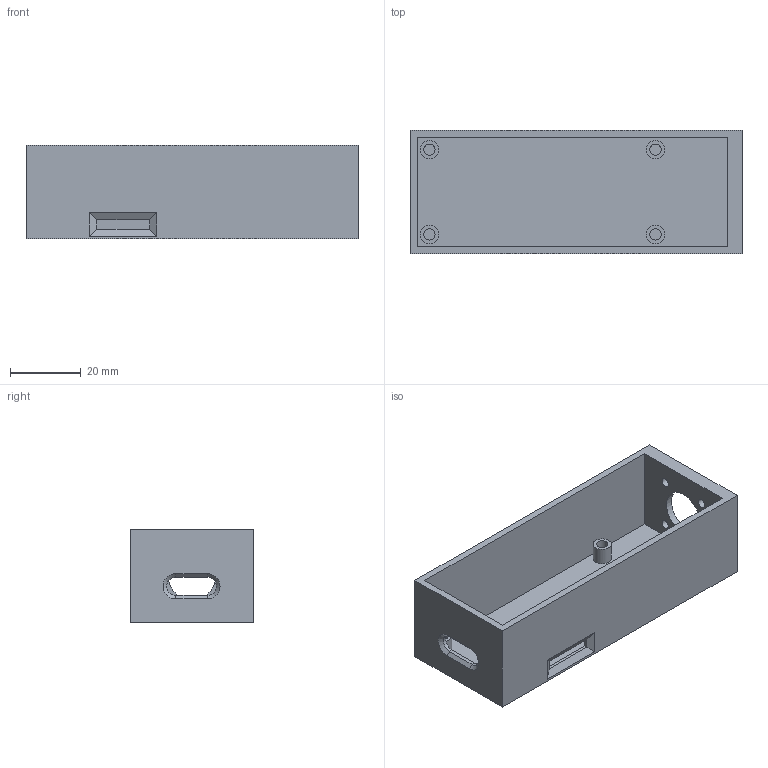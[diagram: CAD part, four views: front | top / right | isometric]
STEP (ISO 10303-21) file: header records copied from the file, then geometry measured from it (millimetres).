
FILE_DESCRIPTION(('FreeCAD Model'),'2;1');
FILE_NAME('Open CASCADE Shape Model','2026-03-21T20:15:18',(''),(''), 'Open CASCADE STEP processor 7.8','FreeCAD','Unknown');
FILE_SCHEMA(('AUTOMOTIVE_DESIGN { 1 0 10303 214 1 1 1 1 }'));
Length unit declared in the file: millimetre
Products named in the file (1): Shell
Bounding box: 94 x 35 x 26.4 mm (x, y, z)
Volume: 19105.4 mm3; surface area: 19593.6 mm2
Topology: 1 solids, 1 shells, 53 faces, 115 edges, 74 vertices
Faces by surface type: plane 36, cylinder 15, cone 2
Full cylindrical faces by diameter (mm): 2.5 x4, 3.2 x4, 5.2 x4, 13.5 x1
Entity records: 1487 total; most frequent: DIRECTION 255, CARTESIAN_POINT 243, ORIENTED_EDGE 230, EDGE_CURVE 115, AXIS2_PLACEMENT_3D 86, LINE 83, VECTOR 83, FACE_BOUND 77
